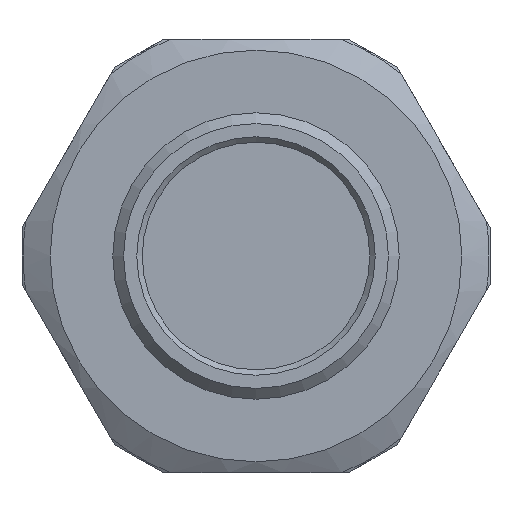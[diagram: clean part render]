
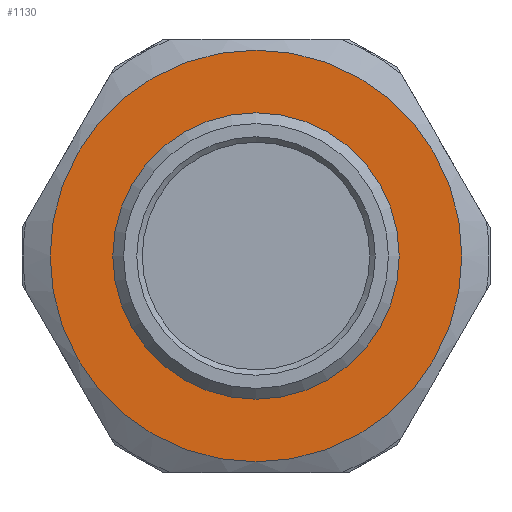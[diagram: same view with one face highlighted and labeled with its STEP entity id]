
A CAD part, front view. The second image highlights one B-rep face of the part: STEP entity #1130.
In plain terms, the highlighted planar face has unit normal (0, -1, 0).
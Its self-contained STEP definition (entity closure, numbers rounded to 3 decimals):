
#233=FACE_BOUND('',#337,.T.);
#263=FACE_OUTER_BOUND('',#336,.T.);
#336=EDGE_LOOP('',(#824));
#337=EDGE_LOOP('',(#825));
#415=CIRCLE('',#1252,12.021);
#416=CIRCLE('',#1254,19.);
#477=VERTEX_POINT('',#1773);
#478=VERTEX_POINT('',#1777);
#608=EDGE_CURVE('',#477,#477,#415,.T.);
#610=EDGE_CURVE('',#478,#478,#416,.T.);
#824=ORIENTED_EDGE('',*,*,#610,.F.);
#825=ORIENTED_EDGE('',*,*,#608,.T.);
#1076=PLANE('',#1253);
#1130=ADVANCED_FACE('',(#263,#233),#1076,.T.);
#1252=AXIS2_PLACEMENT_3D('',#1774,#1448,#1449);
#1253=AXIS2_PLACEMENT_3D('',#1776,#1451,#1452);
#1254=AXIS2_PLACEMENT_3D('',#1778,#1453,#1454);
#1448=DIRECTION('center_axis',(0.,1.,0.));
#1449=DIRECTION('ref_axis',(1.,0.,0.));
#1451=DIRECTION('center_axis',(0.,-1.,0.));
#1452=DIRECTION('ref_axis',(0.,0.,-1.));
#1453=DIRECTION('center_axis',(0.,1.,0.));
#1454=DIRECTION('ref_axis',(1.,0.,0.));
#1773=CARTESIAN_POINT('',(12.021,15.,0.));
#1774=CARTESIAN_POINT('Origin',(0.,15.,0.));
#1776=CARTESIAN_POINT('Origin',(-19.,15.,0.));
#1777=CARTESIAN_POINT('',(19.,15.,0.));
#1778=CARTESIAN_POINT('Origin',(0.,15.,0.));
